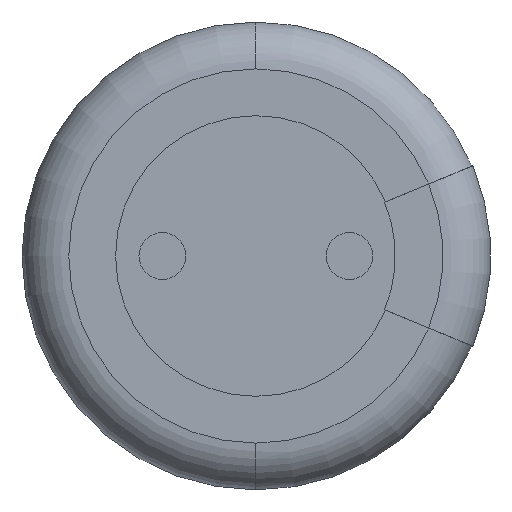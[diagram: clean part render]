
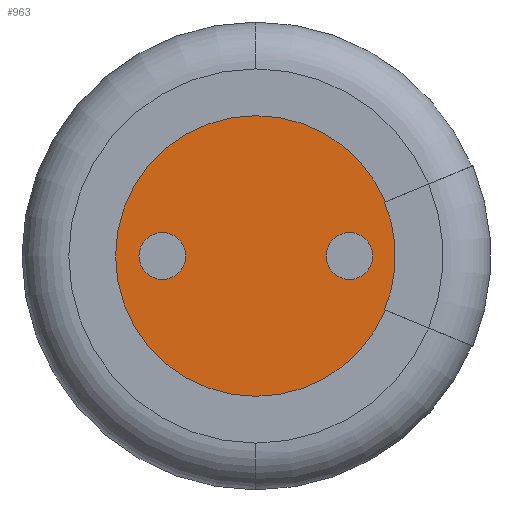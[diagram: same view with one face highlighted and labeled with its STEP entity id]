
A CAD part, front view. The second image highlights one B-rep face of the part: STEP entity #963.
In plain terms, the highlighted planar face has unit normal (0, -1, 0).
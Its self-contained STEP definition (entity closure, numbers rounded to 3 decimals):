
#1 = EDGE_CURVE ( 'NONE', #1114, #931, #1521, .T. ) ;
#28 = CIRCLE ( 'NONE', #874, 0.25 ) ;
#58 = FACE_BOUND ( 'NONE', #1221, .T. ) ;
#59 = DIRECTION ( 'NONE',  ( 0., 0., -1. ) ) ;
#71 = VERTEX_POINT ( 'NONE', #1558 ) ;
#91 = PLANE ( 'NONE',  #1825 ) ;
#102 = VERTEX_POINT ( 'NONE', #1063 ) ;
#116 = EDGE_CURVE ( 'NONE', #426, #167, #1291, .T. ) ;
#167 = VERTEX_POINT ( 'NONE', #401 ) ;
#169 = EDGE_CURVE ( 'NONE', #71, #1658, #1936, .T. ) ;
#214 = ORIENTED_EDGE ( 'NONE', *, *, #678, .T. ) ;
#315 = DIRECTION ( 'NONE',  ( 0., -1., 0. ) ) ;
#346 = CIRCLE ( 'NONE', #677, 1.5 ) ;
#350 = ORIENTED_EDGE ( 'NONE', *, *, #1, .T. ) ;
#401 = CARTESIAN_POINT ( 'NONE',  ( 1., 0.3, 0.25 ) ) ;
#426 = VERTEX_POINT ( 'NONE', #1995 ) ;
#441 = ORIENTED_EDGE ( 'NONE', *, *, #169, .F. ) ;
#458 = FACE_OUTER_BOUND ( 'NONE', #1548, .T. ) ;
#460 = CARTESIAN_POINT ( 'NONE',  ( 1.376, 0.3, 0.574 ) ) ;
#507 = CIRCLE ( 'NONE', #593, 1.5 ) ;
#517 = DIRECTION ( 'NONE',  ( 0., -1., 0. ) ) ;
#532 = AXIS2_PLACEMENT_3D ( 'NONE', #1745, #720, #1916 ) ;
#536 = CARTESIAN_POINT ( 'NONE',  ( 0., 0.3, 0. ) ) ;
#542 = ORIENTED_EDGE ( 'NONE', *, *, #1989, .F. ) ;
#591 = CIRCLE ( 'NONE', #1747, 1.5 ) ;
#593 = AXIS2_PLACEMENT_3D ( 'NONE', #807, #2009, #985 ) ;
#596 = DIRECTION ( 'NONE',  ( -0.924, 0., -0.383 ) ) ;
#638 = VECTOR ( 'NONE', #596, 1000. ) ;
#645 = DIRECTION ( 'NONE',  ( 0., -1., 0. ) ) ;
#671 = CARTESIAN_POINT ( 'NONE',  ( 1.376, 0.3, -0.574 ) ) ;
#677 = AXIS2_PLACEMENT_3D ( 'NONE', #1340, #315, #1516 ) ;
#678 = EDGE_CURVE ( 'NONE', #2134, #780, #1592, .T. ) ;
#694 = DIRECTION ( 'NONE',  ( 0., 0., -1. ) ) ;
#720 = DIRECTION ( 'NONE',  ( 0., -1., 0. ) ) ;
#730 = EDGE_LOOP ( 'NONE', ( #441, #542 ) ) ;
#753 = ORIENTED_EDGE ( 'NONE', *, *, #2085, .T. ) ;
#772 = CARTESIAN_POINT ( 'NONE',  ( -1., 0.3, -0.25 ) ) ;
#780 = VERTEX_POINT ( 'NONE', #671 ) ;
#798 = CARTESIAN_POINT ( 'NONE',  ( -1., 0.3, 0. ) ) ;
#807 = CARTESIAN_POINT ( 'NONE',  ( -0.01, 0.3, 0. ) ) ;
#874 = AXIS2_PLACEMENT_3D ( 'NONE', #1666, #645, #1830 ) ;
#923 = ORIENTED_EDGE ( 'NONE', *, *, #116, .F. ) ;
#931 = VERTEX_POINT ( 'NONE', #1403 ) ;
#943 = DIRECTION ( 'NONE',  ( 0., -1., 0. ) ) ;
#963 = ADVANCED_FACE ( 'NONE', ( #458, #1813, #58 ), #91, .T. ) ;
#967 = DIRECTION ( 'NONE',  ( 0., 0., -1. ) ) ;
#985 = DIRECTION ( 'NONE',  ( 0., 0., -1. ) ) ;
#1004 = CARTESIAN_POINT ( 'NONE',  ( 1.384, 0.3, -0.578 ) ) ;
#1035 = DIRECTION ( 'NONE',  ( 0., 0., -1. ) ) ;
#1044 = VERTEX_POINT ( 'NONE', #460 ) ;
#1063 = CARTESIAN_POINT ( 'NONE',  ( 0., 0.3, -1.5 ) ) ;
#1085 = EDGE_CURVE ( 'NONE', #167, #426, #28, .T. ) ;
#1088 = DIRECTION ( 'NONE',  ( 0., -1., 0. ) ) ;
#1098 = LINE ( 'NONE', #2122, #638 ) ;
#1114 = VERTEX_POINT ( 'NONE', #2012 ) ;
#1131 = VECTOR ( 'NONE', #2186, 1000. ) ;
#1139 = AXIS2_PLACEMENT_3D ( 'NONE', #1713, #517, #1035 ) ;
#1221 = EDGE_LOOP ( 'NONE', ( #1862, #923 ) ) ;
#1291 = CIRCLE ( 'NONE', #532, 0.25 ) ;
#1294 = ORIENTED_EDGE ( 'NONE', *, *, #1538, .F. ) ;
#1319 = EDGE_CURVE ( 'NONE', #931, #102, #591, .T. ) ;
#1340 = CARTESIAN_POINT ( 'NONE',  ( 0., 0.3, 0. ) ) ;
#1403 = CARTESIAN_POINT ( 'NONE',  ( 0., 0.3, 1.5 ) ) ;
#1443 = AXIS2_PLACEMENT_3D ( 'NONE', #2104, #1088, #59 ) ;
#1510 = CARTESIAN_POINT ( 'NONE',  ( -0.001, 0.3, -0.004 ) ) ;
#1516 = DIRECTION ( 'NONE',  ( 0., 0., -1. ) ) ;
#1521 = CIRCLE ( 'NONE', #1139, 1.5 ) ;
#1538 = EDGE_CURVE ( 'NONE', #1114, #1044, #1098, .T. ) ;
#1548 = EDGE_LOOP ( 'NONE', ( #1294, #350, #2084, #753, #214, #1942 ) ) ;
#1558 = CARTESIAN_POINT ( 'NONE',  ( -1., 0.3, 0.25 ) ) ;
#1592 = LINE ( 'NONE', #1510, #1131 ) ;
#1640 = AXIS2_PLACEMENT_3D ( 'NONE', #798, #1991, #967 ) ;
#1658 = VERTEX_POINT ( 'NONE', #772 ) ;
#1666 = CARTESIAN_POINT ( 'NONE',  ( 1., 0.3, 0. ) ) ;
#1692 = EDGE_CURVE ( 'NONE', #780, #1044, #507, .T. ) ;
#1713 = CARTESIAN_POINT ( 'NONE',  ( 0., 0.3, 0. ) ) ;
#1726 = DIRECTION ( 'NONE',  ( 0., -1., 0. ) ) ;
#1745 = CARTESIAN_POINT ( 'NONE',  ( 1., 0.3, 0. ) ) ;
#1747 = AXIS2_PLACEMENT_3D ( 'NONE', #536, #1726, #694 ) ;
#1813 = FACE_BOUND ( 'NONE', #730, .T. ) ;
#1825 = AXIS2_PLACEMENT_3D ( 'NONE', #1964, #943, #2142 ) ;
#1830 = DIRECTION ( 'NONE',  ( 0., 0., 1. ) ) ;
#1862 = ORIENTED_EDGE ( 'NONE', *, *, #1085, .F. ) ;
#1916 = DIRECTION ( 'NONE',  ( 0., 0., 1. ) ) ;
#1921 = CIRCLE ( 'NONE', #1640, 0.25 ) ;
#1936 = CIRCLE ( 'NONE', #1443, 0.25 ) ;
#1942 = ORIENTED_EDGE ( 'NONE', *, *, #1692, .T. ) ;
#1964 = CARTESIAN_POINT ( 'NONE',  ( 0., 0.3, 0. ) ) ;
#1989 = EDGE_CURVE ( 'NONE', #1658, #71, #1921, .T. ) ;
#1991 = DIRECTION ( 'NONE',  ( 0., -1., 0. ) ) ;
#1995 = CARTESIAN_POINT ( 'NONE',  ( 1., 0.3, -0.25 ) ) ;
#2009 = DIRECTION ( 'NONE',  ( 0., -1., 0. ) ) ;
#2012 = CARTESIAN_POINT ( 'NONE',  ( 1.384, 0.3, 0.578 ) ) ;
#2084 = ORIENTED_EDGE ( 'NONE', *, *, #1319, .T. ) ;
#2085 = EDGE_CURVE ( 'NONE', #102, #2134, #346, .T. ) ;
#2104 = CARTESIAN_POINT ( 'NONE',  ( -1., 0.3, 0. ) ) ;
#2122 = CARTESIAN_POINT ( 'NONE',  ( -0.001, 0.3, 0.004 ) ) ;
#2134 = VERTEX_POINT ( 'NONE', #1004 ) ;
#2142 = DIRECTION ( 'NONE',  ( 0., 0., -1. ) ) ;
#2186 = DIRECTION ( 'NONE',  ( -0.924, 0., 0.383 ) ) ;
